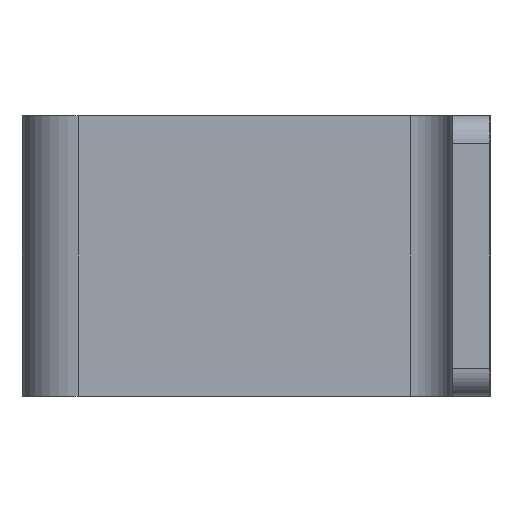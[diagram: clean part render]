
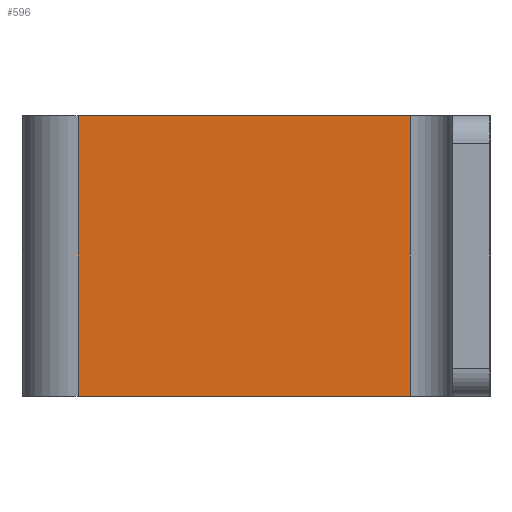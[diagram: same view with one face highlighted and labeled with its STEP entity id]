
A CAD part, left-side view. The second image highlights one B-rep face of the part: STEP entity #596.
In plain terms, the highlighted planar face has unit normal (-1, 0, 0).
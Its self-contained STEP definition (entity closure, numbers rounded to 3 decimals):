
#26 = DIRECTION ( 'NONE',  ( 0., 0., 1. ) ) ;
#64 = LINE ( 'NONE', #1570, #1282 ) ;
#82 = DIRECTION ( 'NONE',  ( 0., -1., 0. ) ) ;
#88 = EDGE_CURVE ( 'NONE', #184, #472, #64, .T. ) ;
#89 = ORIENTED_EDGE ( 'NONE', *, *, #1658, .F. ) ;
#160 = ORIENTED_EDGE ( 'NONE', *, *, #386, .T. ) ;
#184 = VERTEX_POINT ( 'NONE', #1284 ) ;
#272 = LINE ( 'NONE', #896, #353 ) ;
#277 = FACE_OUTER_BOUND ( 'NONE', #1961, .T. ) ;
#295 = CARTESIAN_POINT ( 'NONE',  ( -150., 4.5, -15. ) ) ;
#353 = VECTOR ( 'NONE', #453, 1000. ) ;
#365 = VERTEX_POINT ( 'NONE', #295 ) ;
#386 = EDGE_CURVE ( 'NONE', #365, #1246, #272, .T. ) ;
#453 = DIRECTION ( 'NONE',  ( 0., 0., 1. ) ) ;
#472 = VERTEX_POINT ( 'NONE', #1241 ) ;
#541 = ORIENTED_EDGE ( 'NONE', *, *, #1106, .T. ) ;
#596 = ADVANCED_FACE ( 'NONE', ( #277 ), #1228, .T. ) ;
#690 = AXIS2_PLACEMENT_3D ( 'NONE', #1518, #763, #1485 ) ;
#697 = CARTESIAN_POINT ( 'NONE',  ( -150., 46., 15. ) ) ;
#763 = DIRECTION ( 'NONE',  ( -1., 0., 0. ) ) ;
#877 = ORIENTED_EDGE ( 'NONE', *, *, #88, .F. ) ;
#884 = VECTOR ( 'NONE', #1117, 1000. ) ;
#896 = CARTESIAN_POINT ( 'NONE',  ( -150., 4.5, -15. ) ) ;
#1106 = EDGE_CURVE ( 'NONE', #184, #365, #1227, .T. ) ;
#1117 = DIRECTION ( 'NONE',  ( 0., -1., 0. ) ) ;
#1227 = LINE ( 'NONE', #1816, #884 ) ;
#1228 = PLANE ( 'NONE',  #690 ) ;
#1241 = CARTESIAN_POINT ( 'NONE',  ( -150., 40., 15. ) ) ;
#1246 = VERTEX_POINT ( 'NONE', #1751 ) ;
#1260 = LINE ( 'NONE', #697, #1456 ) ;
#1282 = VECTOR ( 'NONE', #26, 1000. ) ;
#1284 = CARTESIAN_POINT ( 'NONE',  ( -150., 40., -15. ) ) ;
#1456 = VECTOR ( 'NONE', #82, 1000. ) ;
#1485 = DIRECTION ( 'NONE',  ( 0., -1., 0. ) ) ;
#1518 = CARTESIAN_POINT ( 'NONE',  ( -150., 46., -15. ) ) ;
#1570 = CARTESIAN_POINT ( 'NONE',  ( -150., 40., -15. ) ) ;
#1658 = EDGE_CURVE ( 'NONE', #472, #1246, #1260, .T. ) ;
#1751 = CARTESIAN_POINT ( 'NONE',  ( -150., 4.5, 15. ) ) ;
#1816 = CARTESIAN_POINT ( 'NONE',  ( -150., 46., -15. ) ) ;
#1961 = EDGE_LOOP ( 'NONE', ( #89, #877, #541, #160 ) ) ;
